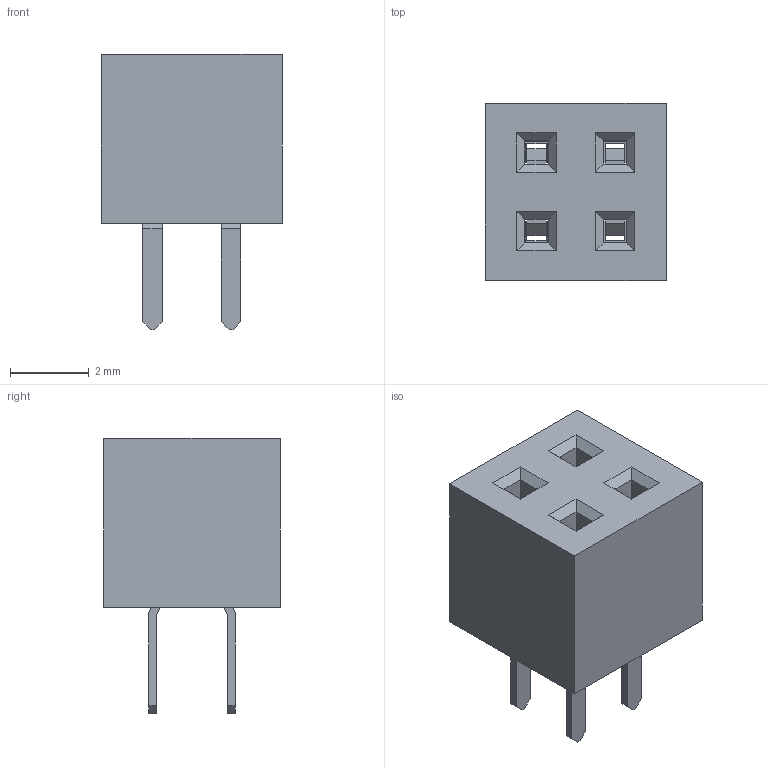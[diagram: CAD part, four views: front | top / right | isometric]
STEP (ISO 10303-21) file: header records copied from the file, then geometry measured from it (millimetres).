
FILE_DESCRIPTION (( 'STEP AP214' ), '1' );
FILE_NAME ('HDR-TH_4P-P2.00-F-LI-2X2P.step', '2022-07-02T12:32:28', ( '' ), ( '' ), 'SwSTEP 2.0', 'SolidWorks 2020', '' );
FILE_SCHEMA (( 'AUTOMOTIVE_DESIGN' ));
Length unit declared in the file: millimetre
Products named in the file (1): HDR-TH_4P-P2.00-F-LI-2X2P
Bounding box: 4.61 x 4.5 x 7 mm (x, y, z)
Volume: 84.1 mm3; surface area: 187.7 mm2
Topology: 1 solids, 1 shells, 418 faces, 1134 edges, 740 vertices
Faces by surface type: plane 304, bspline 114
Entity records: 17274 total; most frequent: CARTESIAN_POINT 4655, ORIENTED_EDGE 2268, DIRECTION 1512, EDGE_CURVE 1134, VECTOR 902, LINE 902, VERTEX_POINT 740, EDGE_LOOP 456
